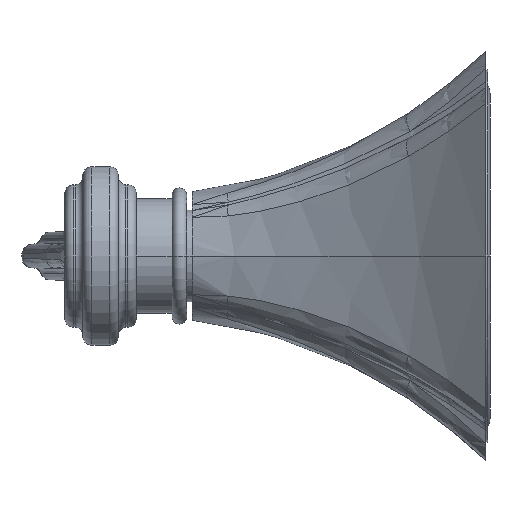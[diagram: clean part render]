
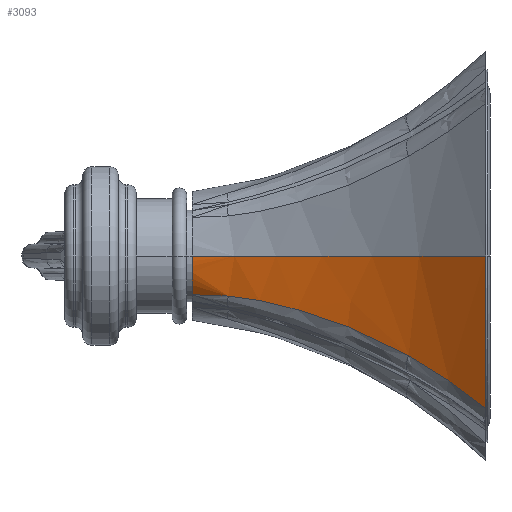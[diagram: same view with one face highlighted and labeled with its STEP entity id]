
A CAD part, left-side view. The second image highlights one B-rep face of the part: STEP entity #3093.
In plain terms, the highlighted free-form (B-spline) face has degree [3, 3] with [5, 5] control points.
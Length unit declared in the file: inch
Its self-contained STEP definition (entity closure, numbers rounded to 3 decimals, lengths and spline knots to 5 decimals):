
#285=CARTESIAN_POINT('',(-0.34749,1.4175,
-0.2203));
#286=CARTESIAN_POINT('',(-0.33718,1.45192,
-0.21741));
#287=CARTESIAN_POINT('',(-0.31672,1.51933,
-0.21372));
#288=CARTESIAN_POINT('',(-0.29461,1.58362,
-0.21317));
#289=CARTESIAN_POINT('',(-0.28272,1.615,
-0.21304));
#291=CARTESIAN_POINT('',(-0.28272,1.615,
-0.21304));
#292=CARTESIAN_POINT('',(-0.30564,1.615,
-0.18261));
#293=CARTESIAN_POINT('',(-0.34159,1.615,
-0.11429));
#294=CARTESIAN_POINT('',(-0.354,1.615,-0.0381));
#295=CARTESIAN_POINT('',(-0.354,1.615,0.));
#297=CARTESIAN_POINT('',(-1.125,0.,0.));
#298=CARTESIAN_POINT('',(-0.91203,0.21665,0.));
#299=CARTESIAN_POINT('',(-0.55861,0.72114,0.));
#300=CARTESIAN_POINT('',(-0.38855,1.31317,0.));
#301=CARTESIAN_POINT('',(-0.354,1.615,0.));
#303=DIRECTION('',(0.,0.,1.));
#304=VECTOR('',#303,0.83902);
#305=CARTESIAN_POINT('',(-1.125,0.,
-0.83902));
#306=LINE('',#305,#304);
#307=CARTESIAN_POINT('',(-1.125,0.,
-0.83902));
#308=CARTESIAN_POINT('',(-1.0884,0.03823,
-0.80752));
#309=CARTESIAN_POINT('',(-1.02,0.1138,
-0.74864));
#310=CARTESIAN_POINT('',(-0.93144,0.22155,
-0.67244));
#311=CARTESIAN_POINT('',(-0.85343,0.32532,
-0.60543));
#312=CARTESIAN_POINT('',(-0.8075,0.39185,
-0.56611));
#313=CARTESIAN_POINT('',(-0.78598,0.42427,
-0.54772));
#315=CARTESIAN_POINT('',(-0.78598,0.42427,
-0.54772));
#316=CARTESIAN_POINT('',(-0.75779,0.46674,
-0.52364));
#317=CARTESIAN_POINT('',(-0.70569,0.5498,
-0.47987));
#318=CARTESIAN_POINT('',(-0.63946,0.66691,
-0.42569));
#319=CARTESIAN_POINT('',(-0.58327,0.77674,
-0.38077));
#320=CARTESIAN_POINT('',(-0.53579,0.87906,
-0.34361));
#321=CARTESIAN_POINT('',(-0.49547,0.97438,
-0.31275));
#322=CARTESIAN_POINT('',(-0.46122,1.06288,
-0.28726));
#323=CARTESIAN_POINT('',(-0.43199,1.14492,
-0.26636));
#324=CARTESIAN_POINT('',(-0.40676,1.22125,
-0.24942));
#325=CARTESIAN_POINT('',(-0.38471,1.29225,
-0.23611));
#326=CARTESIAN_POINT('',(-0.36519,1.35778,
-0.22628));
#327=CARTESIAN_POINT('',(-0.35328,1.39818,
-0.22193));
#328=CARTESIAN_POINT('',(-0.34749,1.4175,
-0.2203));
#2542=VERTEX_POINT('',#297);
#2543=VERTEX_POINT('',#301);
#2584=VERTEX_POINT('',#285);
#2585=VERTEX_POINT('',#289);
#2588=VERTEX_POINT('',#315);
#2590=VERTEX_POINT('',#307);
#3053=CARTESIAN_POINT('',(-1.13696,-0.01249,
-0.94417));
#3054=CARTESIAN_POINT('',(-1.13707,-0.01249,
-0.78524));
#3055=CARTESIAN_POINT('',(-1.13727,-0.01249,
-0.46743));
#3056=CARTESIAN_POINT('',(-1.13736,-0.01249,
-0.1496));
#3057=CARTESIAN_POINT('',(-1.13735,-0.01249,
0.00929));
#3058=CARTESIAN_POINT('',(-0.92562,0.20694,
-0.77057));
#3059=CARTESIAN_POINT('',(-0.9237,0.20694,
-0.64071));
#3060=CARTESIAN_POINT('',(-0.92035,0.20694,
-0.38128));
#3061=CARTESIAN_POINT('',(-0.91883,0.20694,
-0.12203));
#3062=CARTESIAN_POINT('',(-0.91886,0.20694,
0.00758));
#3063=CARTESIAN_POINT('',(-0.56102,0.72054,
-0.46722));
#3064=CARTESIAN_POINT('',(-0.56021,0.72054,
-0.38901));
#3065=CARTESIAN_POINT('',(-0.55816,0.72054,
-0.23203));
#3066=CARTESIAN_POINT('',(-0.55662,0.72054,
-0.07426));
#3067=CARTESIAN_POINT('',(-0.55665,0.72054,
0.00461));
#3068=CARTESIAN_POINT('',(-0.34461,1.32518,
-0.27582));
#3069=CARTESIAN_POINT('',(-0.35807,1.32518,
-0.23272));
#3070=CARTESIAN_POINT('',(-0.37873,1.32518,
-0.14162));
#3071=CARTESIAN_POINT('',(-0.38525,1.32518,
-0.04531));
#3072=CARTESIAN_POINT('',(-0.38512,1.32518,
0.00281));
#3073=CARTESIAN_POINT('',(-0.27726,1.63336,
-0.21098));
#3074=CARTESIAN_POINT('',(-0.30149,1.63336,
-0.18087));
#3075=CARTESIAN_POINT('',(-0.33942,1.63336,
-0.11264));
#3076=CARTESIAN_POINT('',(-0.35221,1.63336,
-0.03603));
#3077=CARTESIAN_POINT('',(-0.35195,1.63336,
0.00224));
#3078=B_SPLINE_SURFACE_WITH_KNOTS('',3,3,((#3053,#3054,#3055,#3056,#3057),
(#3058,#3059,#3060,#3061,#3062),(#3063,#3064,#3065,#3066,#3067),(#3068,#3069,
#3070,#3071,#3072),(#3073,#3074,#3075,#3076,#3077)),.UNSPECIFIED.,.F.,.F.,.F.,
(4,1,4),(4,1,4),(-0.00964,0.5,1.01013),(0.39618,
0.44861,0.50102),.UNSPECIFIED.);
#3080=ORIENTED_EDGE('',*,*,#3079,.T.);
#3082=ORIENTED_EDGE('',*,*,#3081,.T.);
#3084=ORIENTED_EDGE('',*,*,#3083,.F.);
#3086=ORIENTED_EDGE('',*,*,#3085,.F.);
#3088=ORIENTED_EDGE('',*,*,#3087,.T.);
#3090=ORIENTED_EDGE('',*,*,#3089,.T.);
#3091=EDGE_LOOP('',(#3080,#3082,#3084,#3086,#3088,#3090));
#3092=FACE_OUTER_BOUND('',#3091,.F.);
#3093=ADVANCED_FACE('',(#3092),#3078,.F.);
#290=B_SPLINE_CURVE_WITH_KNOTS('',3,(#285,#286,#287,#288,#289),.UNSPECIFIED.,
.F.,.F.,(4,1,4),(0.,0.5,1.),.UNSPECIFIED.);
#296=B_SPLINE_CURVE_WITH_KNOTS('',3,(#291,#292,#293,#294,#295),.UNSPECIFIED.,
.F.,.F.,(4,1,4),(0.,0.49999,1.),.UNSPECIFIED.);
#302=B_SPLINE_CURVE_WITH_KNOTS('',3,(#297,#298,#299,#300,#301),.UNSPECIFIED.,
.F.,.F.,(4,1,4),(0.,0.5,1.),.UNSPECIFIED.);
#314=B_SPLINE_CURVE_WITH_KNOTS('',3,(#307,#308,#309,#310,#311,#312,#313),
.UNSPECIFIED.,.F.,.F.,(4,1,1,1,4),(0.,0.25,0.5,0.75,1.),
.UNSPECIFIED.);
#329=B_SPLINE_CURVE_WITH_KNOTS('',3,(#315,#316,#317,#318,#319,#320,#321,#322,
#323,#324,#325,#326,#327,#328),.UNSPECIFIED.,.F.,.F.,(4,1,1,1,1,1,1,1,1,1,1,4),(
0.,0.09091,0.18182,0.27273,0.36364,
0.45455,0.54545,0.63636,0.72727,
0.81818,0.90909,1.),.UNSPECIFIED.);
#3079=EDGE_CURVE('',#2584,#2585,#290,.T.);
#3081=EDGE_CURVE('',#2585,#2543,#296,.T.);
#3083=EDGE_CURVE('',#2542,#2543,#302,.T.);
#3085=EDGE_CURVE('',#2590,#2542,#306,.T.);
#3087=EDGE_CURVE('',#2590,#2588,#314,.T.);
#3089=EDGE_CURVE('',#2588,#2584,#329,.T.);
